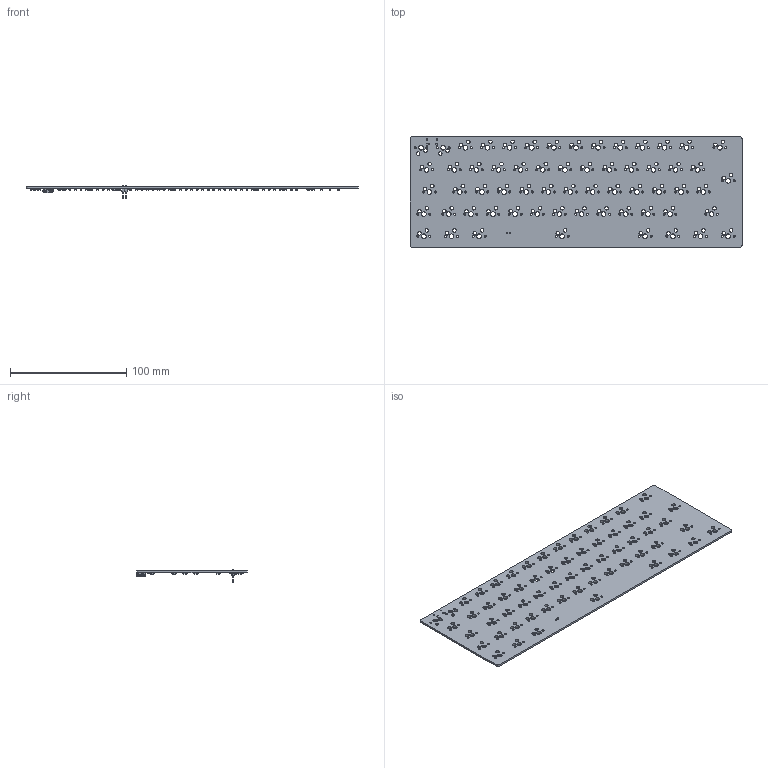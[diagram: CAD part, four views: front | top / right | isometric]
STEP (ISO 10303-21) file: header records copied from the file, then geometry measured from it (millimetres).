
FILE_DESCRIPTION(('KiCad electronic assembly'),'2;1');
FILE_NAME('PH60_Rev3.step','2024-09-01T02:20:04',('Pcbnew'),('Kicad'), 'Open CASCADE STEP processor 7.8','KiCad to STEP converter','Unknown' );
FILE_SCHEMA(('AUTOMOTIVE_DESIGN { 1 0 10303 214 1 1 1 1 }'));
Length unit declared in the file: millimetre
Products named in the file (18): PH60_Rev3 1; C_0402_1005Metric; D_SOD-123; D_SOD_123; R_0402_1005Metric; PinHeader_1x02_P2.54mm_Vertical; PinHeader_1x02_P254mm_Vertical; Crystal_SMD_3225-4Pin_3.2x2.5mm; SOT-223; SOT_223; USB_C_Receptacle_GCT_USB4105-xx-A_16P_TopMnt_Horizontal; USB_C_Receptacle_16P_TopMnt_Horizontal_GCT_USB4105-xx-A; QFN-56-1EP_7x7mm_P0.4mm_EP3.2x3.2mm; QFN_56_1EP_7x7mm_P04mm_EP32x32mm; PH60_Rev3_PCB
Assembly tree (98 placements, depth 3):
  PH60_Rev3 1
    C_0402_1005Metric  x16
      C_0402_1005Metric
    D_SOD-123  x62
      D_SOD_123
    R_0402_1005Metric  x6
      R_0402_1005Metric
    PinHeader_1x02_P2.54mm_Vertical
      PinHeader_1x02_P254mm_Vertical
    Crystal_SMD_3225-4Pin_3.2x2.5mm
      Crystal_SMD_3225-4Pin_3.2x2.5mm
    SOT-223
      SOT_223
    USB_C_Receptacle_GCT_USB4105-xx-A_16P_TopMnt_Horizontal
      USB_C_Receptacle_16P_TopMnt_Horizontal_GCT_USB4105-xx-A
    QFN-56-1EP_7x7mm_P0.4mm_EP3.2x3.2mm
      QFN_56_1EP_7x7mm_P04mm_EP32x32mm
    PH60_Rev3_PCB
Bounding box: 285.75 x 95.25 x 11.54 mm (x, y, z)
Volume: 40915.4 mm3; surface area: 58147.6 mm2
Topology: 125 solids, 125 shells, 6252 faces, 15278 edges, 9368 vertices
Faces by surface type: plane 3385, bspline 1628, cylinder 1231, cone 8
Full cylindrical faces by diameter (mm): 0.4 x1, 0.5 x2, 0.65 x2, 1 x2, 1.75 x124, 3.05 x124, 4 x62
Entity records: 59226 total; most frequent: CARTESIAN_POINT 9150, ORIENTED_EDGE 8684, DIRECTION 8678, EDGE_CURVE 4342, LINE 3230, VECTOR 3230, VERTEX_POINT 2816, AXIS2_PLACEMENT_3D 2724
